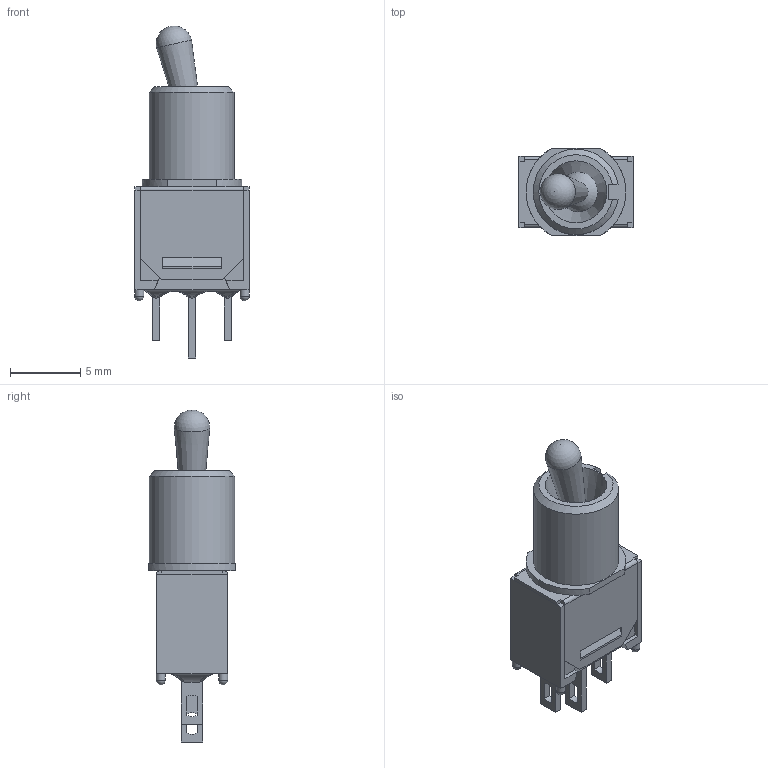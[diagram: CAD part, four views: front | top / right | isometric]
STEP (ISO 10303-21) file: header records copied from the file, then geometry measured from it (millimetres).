
FILE_DESCRIPTION(/* description */ (''),/* implementation_level */ '2;1');
FILE_NAME(/* name */ '200MSPxT2B7M1xE.stp',/* time_stamp */ '2025-04-29T10:53:28-05:00',/* author */ ('mroman'),/* organization */ (''),/* preprocessor_version */ 'ST-DEVELOPER v18.1',/* originating_system */ 'Autodesk Inventor 2022',/* authorisation */ '');
FILE_SCHEMA (('AUTOMOTIVE_DESIGN { 1 0 10303 214 3 1 1 }'));
Length unit declared in the file: inch
Products named in the file (1): 200MSPxT2B7M1xE
Bounding box: 8.13 x 6.2 x 23.61 mm (x, y, z)
Volume: 352.5 mm3; surface area: 946.9 mm2
Topology: 1 solids, 2 shells, 146 faces, 411 edges, 263 vertices
Faces by surface type: plane 108, cylinder 21, bspline 8, sphere 6, cone 3
Full cylindrical faces by diameter (mm): 0.65 x4
Entity records: 5251 total; most frequent: CARTESIAN_POINT 1506, ORIENTED_EDGE 812, DIRECTION 699, EDGE_CURVE 406, LINE 297, VECTOR 297, VERTEX_POINT 263, AXIS2_PLACEMENT_3D 201
